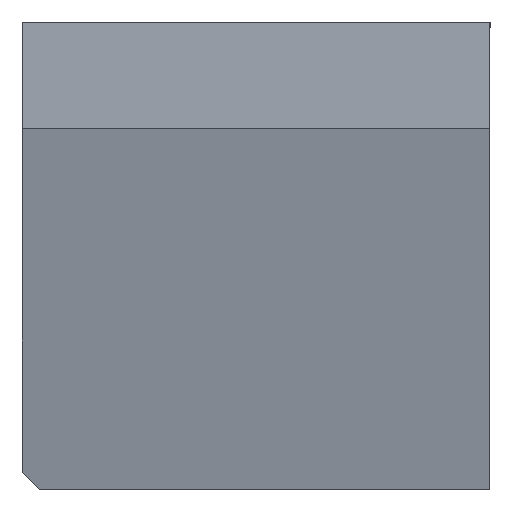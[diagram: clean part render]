
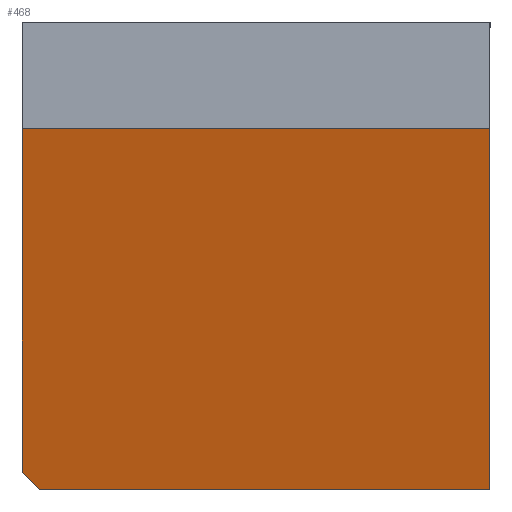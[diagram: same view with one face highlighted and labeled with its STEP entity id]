
A CAD part, left-side view. The second image highlights one B-rep face of the part: STEP entity #468.
In plain terms, the highlighted planar face has unit normal (-0.943, 0.334, 0).
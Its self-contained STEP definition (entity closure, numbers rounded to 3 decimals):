
#468=ADVANCED_FACE('NONE',(#1150),#1151,.F.);
#1150=FACE_OUTER_BOUND('',#2043,.T.);
#1151=PLANE('',#2044);
#2043=EDGE_LOOP('',(#3877,#3878,#3879,#3880,#3881));
#2044=AXIS2_PLACEMENT_3D('',#3882,#3883,#3884);
#3877=ORIENTED_EDGE('',*,*,#6230,.T.);
#3878=ORIENTED_EDGE('',*,*,#6450,.T.);
#3879=ORIENTED_EDGE('',*,*,#6451,.T.);
#3880=ORIENTED_EDGE('',*,*,#6220,.F.);
#3881=ORIENTED_EDGE('',*,*,#6452,.T.);
#3882=CARTESIAN_POINT('',(-14.01,-39.5,79.0));
#3883=DIRECTION('',(0.942,-0.334,0.0));
#3884=DIRECTION('',(0.0,0.0,-1.0));
#6220=EDGE_CURVE('NONE',#7825,#7827,#7828,.T.);
#6230=EDGE_CURVE('NONE',#7843,#7841,#7844,.T.);
#6450=EDGE_CURVE('NONE',#7841,#8210,#8211,.T.);
#6451=EDGE_CURVE('NONE',#8210,#7827,#8212,.T.);
#6452=EDGE_CURVE('NONE',#7825,#7843,#8213,.T.);
#7825=VERTEX_POINT('NONE',#10087);
#7827=VERTEX_POINT('NONE',#10090);
#7828=LINE('',#10091,#10092);
#7841=VERTEX_POINT('NONE',#10111);
#7843=VERTEX_POINT('NONE',#10114);
#7844=LINE('',#10115,#10116);
#8210=VERTEX_POINT('NONE',#10700);
#8211=LINE('',#10701,#10702);
#8212=LINE('',#10703,#10704);
#8213=LINE('',#10705,#10706);
#10087=CARTESIAN_POINT('',(-14.01,-39.5,61.0));
#10090=CARTESIAN_POINT('',(-14.01,-39.5,0.0));
#10091=CARTESIAN_POINT('',(-14.01,-39.5,79.0));
#10092=VECTOR('',#11724,1000.0);
#10111=CARTESIAN_POINT('',(14.01,39.5,3.));
#10114=CARTESIAN_POINT('',(14.01,39.5,61.0));
#10115=CARTESIAN_POINT('',(14.01,39.5,79.0));
#10116=VECTOR('',#11732,1000.0);
#10700=CARTESIAN_POINT('',(12.946,36.5,0.0));
#10701=CARTESIAN_POINT('',(14.01,39.5,3.));
#10702=VECTOR('',#11951,1000.0);
#10703=CARTESIAN_POINT('',(-14.01,-39.5,0.0));
#10704=VECTOR('',#11952,1000.0);
#10705=CARTESIAN_POINT('',(-14.01,-39.5,61.0));
#10706=VECTOR('',#11953,1000.0);
#11724=DIRECTION('',(-0.0,-0.0,-1.0));
#11732=DIRECTION('',(-0.0,-0.0,-1.0));
#11951=DIRECTION('',(-0.243,-0.686,-0.686));
#11952=DIRECTION('',(-0.334,-0.942,-0.0));
#11953=DIRECTION('',(0.334,0.942,0.0));
